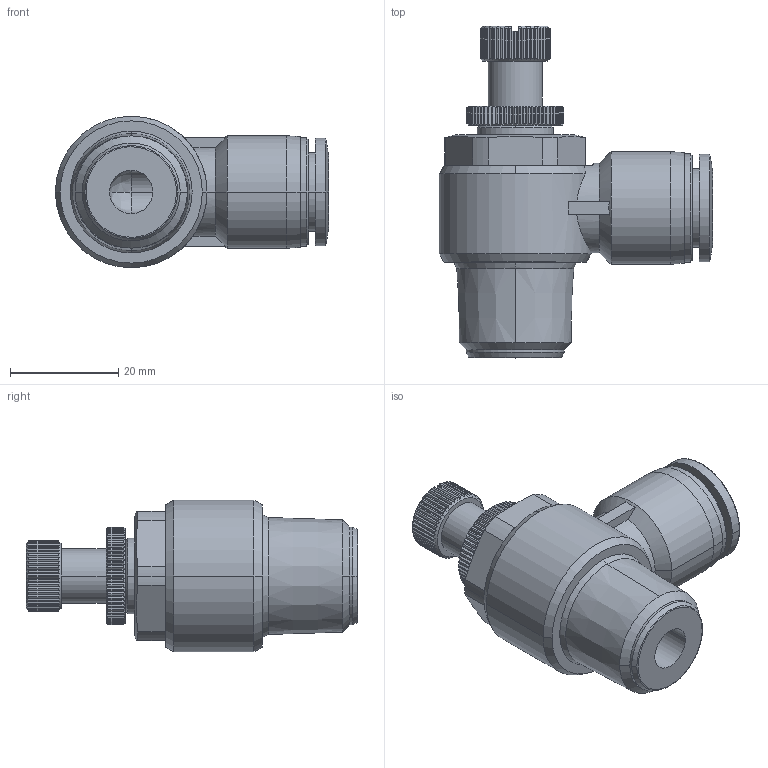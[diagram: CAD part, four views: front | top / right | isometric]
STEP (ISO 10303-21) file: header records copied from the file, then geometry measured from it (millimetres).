
FILE_DESCRIPTION (( 'STEP AP214' ), '1' );
FILE_NAME ('FVS12-12N.step', '2016-02-24T20:37:15', ( '' ), ( '' ), 'SwSTEP 2.0', 'SolidWorks 2015', '' );
FILE_SCHEMA (( 'AUTOMOTIVE_DESIGN' ));
Length unit declared in the file: inch
Products named in the file (1): FVS12-12N
Bounding box: 50.45 x 61.3 x 28 mm (x, y, z)
Volume: 24275.5 mm3; surface area: 9230.3 mm2
Topology: 1 solids, 1 shells, 579 faces, 1422 edges, 853 vertices
Faces by surface type: plane 259, cone 159, cylinder 150, bspline 11
Entity records: 17726 total; most frequent: CARTESIAN_POINT 4730, ORIENTED_EDGE 2840, DIRECTION 2580, EDGE_CURVE 1420, AXIS2_PLACEMENT_3D 1067, VERTEX_POINT 853, EDGE_LOOP 591, FACE_OUTER_BOUND 579
